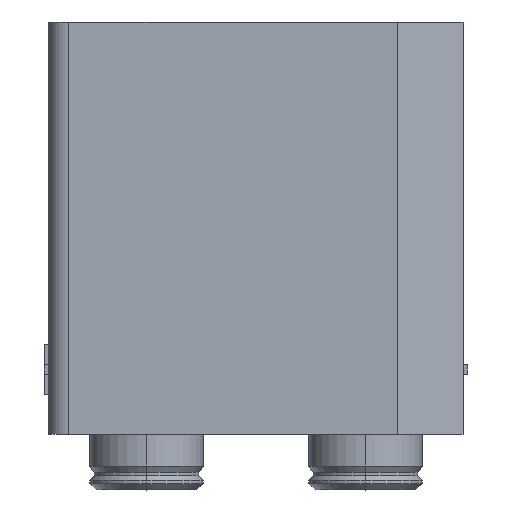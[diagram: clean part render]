
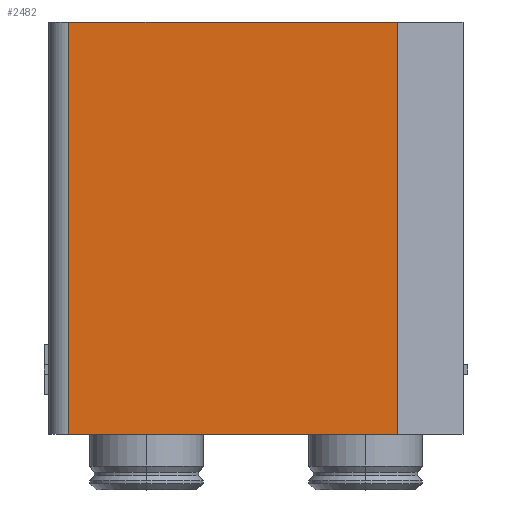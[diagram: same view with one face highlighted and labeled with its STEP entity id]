
A CAD part, top view. The second image highlights one B-rep face of the part: STEP entity #2482.
In plain terms, the highlighted planar face has unit normal (0, 0, 1).
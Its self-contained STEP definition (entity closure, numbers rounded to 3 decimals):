
#31 = VERTEX_POINT ( 'NONE', #2869 ) ;
#106 = VERTEX_POINT ( 'NONE', #2433 ) ;
#169 = CARTESIAN_POINT ( 'NONE',  ( -9.4, 2.8, 4.95 ) ) ;
#389 = LINE ( 'NONE', #3084, #3998 ) ;
#435 = DIRECTION ( 'NONE',  ( 0., -1., 0. ) ) ;
#679 = LINE ( 'NONE', #1914, #2266 ) ;
#1020 = DIRECTION ( 'NONE',  ( 1., 0., 0. ) ) ;
#1023 = FACE_OUTER_BOUND ( 'NONE', #3628, .T. ) ;
#1480 = VECTOR ( 'NONE', #1020, 1000. ) ;
#1608 = DIRECTION ( 'NONE',  ( 0., -1., 0. ) ) ;
#1914 = CARTESIAN_POINT ( 'NONE',  ( 7.1, 23.5, 4.95 ) ) ;
#1984 = EDGE_CURVE ( 'NONE', #2372, #31, #2503, .T. ) ;
#2265 = VERTEX_POINT ( 'NONE', #3661 ) ;
#2266 = VECTOR ( 'NONE', #3222, 1000. ) ;
#2347 = ORIENTED_EDGE ( 'NONE', *, *, #3616, .F. ) ;
#2372 = VERTEX_POINT ( 'NONE', #169 ) ;
#2433 = CARTESIAN_POINT ( 'NONE',  ( -9.4, 23.5, 4.95 ) ) ;
#2482 = ADVANCED_FACE ( 'NONE', ( #1023 ), #2986, .F. ) ;
#2495 = DIRECTION ( 'NONE',  ( -1., 0., 0. ) ) ;
#2503 = LINE ( 'NONE', #3559, #1480 ) ;
#2745 = DIRECTION ( 'NONE',  ( 0., 0., -1. ) ) ;
#2869 = CARTESIAN_POINT ( 'NONE',  ( 7.1, 2.8, 4.95 ) ) ;
#2921 = ORIENTED_EDGE ( 'NONE', *, *, #1984, .T. ) ;
#2986 = PLANE ( 'NONE',  #3339 ) ;
#3084 = CARTESIAN_POINT ( 'NONE',  ( -9.4, 46.536, 4.95 ) ) ;
#3095 = CARTESIAN_POINT ( 'NONE',  ( 7.1, 46.536, 4.95 ) ) ;
#3222 = DIRECTION ( 'NONE',  ( 1., 0., 0. ) ) ;
#3242 = CARTESIAN_POINT ( 'NONE',  ( 7.1, 46.536, 4.95 ) ) ;
#3303 = EDGE_CURVE ( 'NONE', #106, #2372, #389, .T. ) ;
#3339 = AXIS2_PLACEMENT_3D ( 'NONE', #3095, #2745, #2495 ) ;
#3346 = VECTOR ( 'NONE', #1608, 1000. ) ;
#3559 = CARTESIAN_POINT ( 'NONE',  ( 7.1, 2.8, 4.95 ) ) ;
#3616 = EDGE_CURVE ( 'NONE', #106, #2265, #679, .T. ) ;
#3628 = EDGE_LOOP ( 'NONE', ( #2347, #3873, #2921, #3934 ) ) ;
#3661 = CARTESIAN_POINT ( 'NONE',  ( 7.1, 23.5, 4.95 ) ) ;
#3739 = EDGE_CURVE ( 'NONE', #2265, #31, #3931, .T. ) ;
#3873 = ORIENTED_EDGE ( 'NONE', *, *, #3303, .T. ) ;
#3931 = LINE ( 'NONE', #3242, #3346 ) ;
#3934 = ORIENTED_EDGE ( 'NONE', *, *, #3739, .F. ) ;
#3998 = VECTOR ( 'NONE', #435, 1000. ) ;
